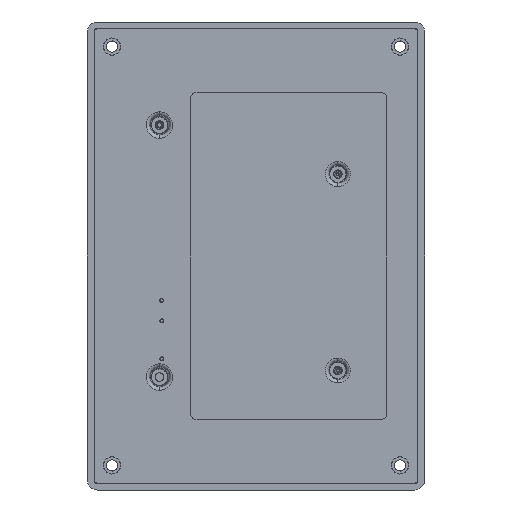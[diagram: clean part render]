
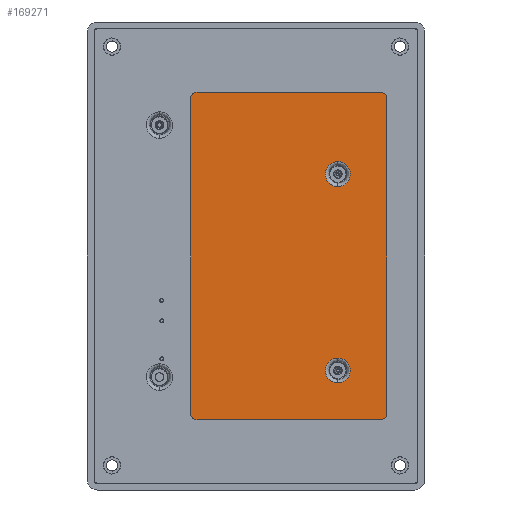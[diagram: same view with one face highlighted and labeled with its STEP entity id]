
A CAD part, front view. The second image highlights one B-rep face of the part: STEP entity #169271.
In plain terms, the highlighted planar face has unit normal (0, -1, 0).
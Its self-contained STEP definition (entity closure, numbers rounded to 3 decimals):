
#605 = CARTESIAN_POINT ( 'NONE',  ( -18., 0.75, -50. ) ) ;
#911 = ORIENTED_EDGE ( 'NONE', *, *, #107087, .T. ) ;
#2761 = EDGE_CURVE ( 'NONE', #265768, #22344, #52042, .T. ) ;
#10256 = CARTESIAN_POINT ( 'NONE',  ( -18., 0.75, 48. ) ) ;
#11929 = ORIENTED_EDGE ( 'NONE', *, *, #28274, .T. ) ;
#16407 = ORIENTED_EDGE ( 'NONE', *, *, #243902, .T. ) ;
#18598 = VECTOR ( 'NONE', #109303, 1000. ) ;
#22344 = VERTEX_POINT ( 'NONE', #283849 ) ;
#25806 = CARTESIAN_POINT ( 'NONE',  ( 32.607, 0.75, 21.197 ) ) ;
#28274 = EDGE_CURVE ( 'NONE', #219913, #265768, #166600, .T. ) ;
#30406 = DIRECTION ( 'NONE',  ( 0., -1., 0. ) ) ;
#34035 = VERTEX_POINT ( 'NONE', #237948 ) ;
#36563 = CARTESIAN_POINT ( 'NONE',  ( 40., 0.75, -48. ) ) ;
#38255 = CARTESIAN_POINT ( 'NONE',  ( -18., 0.75, -48. ) ) ;
#39292 = VERTEX_POINT ( 'NONE', #212840 ) ;
#40604 = ORIENTED_EDGE ( 'NONE', *, *, #52659, .T. ) ;
#43071 = ORIENTED_EDGE ( 'NONE', *, *, #197246, .T. ) ;
#43579 = DIRECTION ( 'NONE',  ( 0., 0., 1. ) ) ;
#43640 = CARTESIAN_POINT ( 'NONE',  ( 38., 0.75, -50. ) ) ;
#44185 = EDGE_CURVE ( 'NONE', #79239, #219913, #114774, .T. ) ;
#46614 =( BOUNDED_CURVE ( )  B_SPLINE_CURVE ( 3, ( #209271, #274452, #271646, #162552 ),
 .UNSPECIFIED., .F., .F. ) 
 B_SPLINE_CURVE_WITH_KNOTS ( ( 4, 4 ),
 ( 0.75, 1.25 ),
 .UNSPECIFIED. ) 
 CURVE ( )  GEOMETRIC_REPRESENTATION_ITEM ( )  RATIONAL_B_SPLINE_CURVE ( ( 1., 0.333, 0.333, 1. ) ) 
 REPRESENTATION_ITEM ( '' )  );
#47174 = CARTESIAN_POINT ( 'NONE',  ( 25., 0.75, 21.197 ) ) ;
#51780 = CARTESIAN_POINT ( 'NONE',  ( 38., 0.75, -48. ) ) ;
#51944 = VERTEX_POINT ( 'NONE', #98136 ) ;
#52042 = CIRCLE ( 'NONE', #204052, 2. ) ;
#52659 = EDGE_CURVE ( 'NONE', #167636, #198014, #235061, .T. ) ;
#58530 = LINE ( 'NONE', #109829, #219531 ) ;
#60852 = CIRCLE ( 'NONE', #232415, 2. ) ;
#62351 = CARTESIAN_POINT ( 'NONE',  ( 25., 0.75, -31.197 ) ) ;
#66518 = EDGE_LOOP ( 'NONE', ( #158759, #75240 ) ) ;
#69029 = EDGE_CURVE ( 'NONE', #34035, #51944, #46614, .T. ) ;
#71938 = DIRECTION ( 'NONE',  ( 0., -1., 0. ) ) ;
#75240 = ORIENTED_EDGE ( 'NONE', *, *, #163395, .F. ) ;
#79239 = VERTEX_POINT ( 'NONE', #223208 ) ;
#83774 = AXIS2_PLACEMENT_3D ( 'NONE', #38255, #194340, #151315 ) ;
#96433 = EDGE_LOOP ( 'NONE', ( #161163, #208377, #11929, #255517, #16407, #40604, #911, #43071 ) ) ;
#98136 = CARTESIAN_POINT ( 'NONE',  ( 25., 0.75, -31.197 ) ) ;
#98757 = EDGE_CURVE ( 'NONE', #209365, #79239, #128301, .T. ) ;
#107087 = EDGE_CURVE ( 'NONE', #198014, #142076, #58530, .T. ) ;
#109303 = DIRECTION ( 'NONE',  ( 0., 0., 1. ) ) ;
#109829 = CARTESIAN_POINT ( 'NONE',  ( 40., 0.75, -50. ) ) ;
#111389 = CARTESIAN_POINT ( 'NONE',  ( 17.393, 0.75, 28.803 ) ) ;
#114774 = CIRCLE ( 'NONE', #203287, 2. ) ;
#118947 = CARTESIAN_POINT ( 'NONE',  ( 10., 0.75, 0. ) ) ;
#121139 = CARTESIAN_POINT ( 'NONE',  ( -18., 0.75, 50. ) ) ;
#126957 = LINE ( 'NONE', #150600, #233204 ) ;
#128301 = LINE ( 'NONE', #240355, #18598 ) ;
#132031 = EDGE_CURVE ( 'NONE', #141165, #39292, #191172, .T. ) ;
#134535 = CARTESIAN_POINT ( 'NONE',  ( 38., 0.75, 48. ) ) ;
#137047 = FACE_BOUND ( 'NONE', #66518, .T. ) ;
#138069 = DIRECTION ( 'NONE',  ( 0., 0., 1. ) ) ;
#141165 = VERTEX_POINT ( 'NONE', #179725 ) ;
#142076 = VERTEX_POINT ( 'NONE', #43640 ) ;
#149778 =( BOUNDED_CURVE ( )  B_SPLINE_CURVE ( 3, ( #62351, #255811, #168721, #279805 ),
 .UNSPECIFIED., .F., .F. ) 
 B_SPLINE_CURVE_WITH_KNOTS ( ( 4, 4 ),
 ( 0.25, 0.75 ),
 .UNSPECIFIED. ) 
 CURVE ( )  GEOMETRIC_REPRESENTATION_ITEM ( )  RATIONAL_B_SPLINE_CURVE ( ( 1., 0.333, 0.333, 1. ) ) 
 REPRESENTATION_ITEM ( '' )  );
#150600 = CARTESIAN_POINT ( 'NONE',  ( -20., 0.75, -50. ) ) ;
#151315 = DIRECTION ( 'NONE',  ( 0., 0., 1. ) ) ;
#152201 = EDGE_CURVE ( 'NONE', #51944, #34035, #149778, .T. ) ;
#152463 = DIRECTION ( 'NONE',  ( 0., 0., -1. ) ) ;
#155702 = DIRECTION ( 'NONE',  ( 0., -1., 0. ) ) ;
#158759 = ORIENTED_EDGE ( 'NONE', *, *, #132031, .F. ) ;
#159568 = CARTESIAN_POINT ( 'NONE',  ( 38., 0.75, 50. ) ) ;
#159868 = DIRECTION ( 'NONE',  ( 0., 0., 1. ) ) ;
#161163 = ORIENTED_EDGE ( 'NONE', *, *, #98757, .T. ) ;
#162552 = CARTESIAN_POINT ( 'NONE',  ( 25., 0.75, -31.197 ) ) ;
#163395 = EDGE_CURVE ( 'NONE', #39292, #141165, #225201, .T. ) ;
#166600 = LINE ( 'NONE', #274496, #197331 ) ;
#167636 = VERTEX_POINT ( 'NONE', #259547 ) ;
#168721 = CARTESIAN_POINT ( 'NONE',  ( 17.393, 0.75, -38.803 ) ) ;
#169271 = ADVANCED_FACE ( 'NONE', ( #137047, #277725, #253463 ), #250938, .F. ) ;
#176516 = CARTESIAN_POINT ( 'NONE',  ( 25., 0.75, 28.803 ) ) ;
#177105 = AXIS2_PLACEMENT_3D ( 'NONE', #118947, #206880, #252838 ) ;
#179725 = CARTESIAN_POINT ( 'NONE',  ( 25., 0.75, 21.197 ) ) ;
#191172 =( BOUNDED_CURVE ( )  B_SPLINE_CURVE ( 3, ( #202949, #25806, #222152, #224055 ),
 .UNSPECIFIED., .F., .F. ) 
 B_SPLINE_CURVE_WITH_KNOTS ( ( 4, 4 ),
 ( 0.75, 1.25 ),
 .UNSPECIFIED. ) 
 CURVE ( )  GEOMETRIC_REPRESENTATION_ITEM ( )  RATIONAL_B_SPLINE_CURVE ( ( 1., 0.333, 0.333, 1. ) ) 
 REPRESENTATION_ITEM ( '' )  );
#194340 = DIRECTION ( 'NONE',  ( 0., -1., 0. ) ) ;
#197246 = EDGE_CURVE ( 'NONE', #142076, #209365, #60852, .T. ) ;
#197331 = VECTOR ( 'NONE', #232268, 1000. ) ;
#198014 = VERTEX_POINT ( 'NONE', #605 ) ;
#201326 = CARTESIAN_POINT ( 'NONE',  ( 17.393, 0.75, 21.197 ) ) ;
#202949 = CARTESIAN_POINT ( 'NONE',  ( 25., 0.75, 21.197 ) ) ;
#203287 = AXIS2_PLACEMENT_3D ( 'NONE', #134535, #155702, #43579 ) ;
#204052 = AXIS2_PLACEMENT_3D ( 'NONE', #10256, #30406, #159868 ) ;
#205041 = EDGE_LOOP ( 'NONE', ( #265411, #267134 ) ) ;
#206880 = DIRECTION ( 'NONE',  ( 0., 1., 0. ) ) ;
#208377 = ORIENTED_EDGE ( 'NONE', *, *, #44185, .T. ) ;
#209271 = CARTESIAN_POINT ( 'NONE',  ( 25., 0.75, -38.803 ) ) ;
#209365 = VERTEX_POINT ( 'NONE', #36563 ) ;
#212840 = CARTESIAN_POINT ( 'NONE',  ( 25., 0.75, 28.803 ) ) ;
#219531 = VECTOR ( 'NONE', #263023, 1000. ) ;
#219913 = VERTEX_POINT ( 'NONE', #159568 ) ;
#222152 = CARTESIAN_POINT ( 'NONE',  ( 32.607, 0.75, 28.803 ) ) ;
#223208 = CARTESIAN_POINT ( 'NONE',  ( 40., 0.75, 48. ) ) ;
#224055 = CARTESIAN_POINT ( 'NONE',  ( 25., 0.75, 28.803 ) ) ;
#225201 =( BOUNDED_CURVE ( )  B_SPLINE_CURVE ( 3, ( #176516, #111389, #201326, #47174 ),
 .UNSPECIFIED., .F., .F. ) 
 B_SPLINE_CURVE_WITH_KNOTS ( ( 4, 4 ),
 ( 0.25, 0.75 ),
 .UNSPECIFIED. ) 
 CURVE ( )  GEOMETRIC_REPRESENTATION_ITEM ( )  RATIONAL_B_SPLINE_CURVE ( ( 1., 0.333, 0.333, 1. ) ) 
 REPRESENTATION_ITEM ( '' )  );
#232268 = DIRECTION ( 'NONE',  ( -1., 0., 0. ) ) ;
#232415 = AXIS2_PLACEMENT_3D ( 'NONE', #51780, #71938, #138069 ) ;
#233204 = VECTOR ( 'NONE', #152463, 1000. ) ;
#235061 = CIRCLE ( 'NONE', #83774, 2. ) ;
#237948 = CARTESIAN_POINT ( 'NONE',  ( 25., 0.75, -38.803 ) ) ;
#240355 = CARTESIAN_POINT ( 'NONE',  ( 40., 0.75, 50. ) ) ;
#243902 = EDGE_CURVE ( 'NONE', #22344, #167636, #126957, .T. ) ;
#250938 = PLANE ( 'NONE',  #177105 ) ;
#252838 = DIRECTION ( 'NONE',  ( 0., 0., 1. ) ) ;
#253463 = FACE_OUTER_BOUND ( 'NONE', #96433, .T. ) ;
#255517 = ORIENTED_EDGE ( 'NONE', *, *, #2761, .T. ) ;
#255811 = CARTESIAN_POINT ( 'NONE',  ( 17.393, 0.75, -31.197 ) ) ;
#259547 = CARTESIAN_POINT ( 'NONE',  ( -20., 0.75, -48. ) ) ;
#263023 = DIRECTION ( 'NONE',  ( 1., 0., 0. ) ) ;
#265411 = ORIENTED_EDGE ( 'NONE', *, *, #69029, .F. ) ;
#265768 = VERTEX_POINT ( 'NONE', #121139 ) ;
#267134 = ORIENTED_EDGE ( 'NONE', *, *, #152201, .F. ) ;
#271646 = CARTESIAN_POINT ( 'NONE',  ( 32.607, 0.75, -31.197 ) ) ;
#274452 = CARTESIAN_POINT ( 'NONE',  ( 32.607, 0.75, -38.803 ) ) ;
#274496 = CARTESIAN_POINT ( 'NONE',  ( -20., 0.75, 50. ) ) ;
#277725 = FACE_BOUND ( 'NONE', #205041, .T. ) ;
#279805 = CARTESIAN_POINT ( 'NONE',  ( 25., 0.75, -38.803 ) ) ;
#283849 = CARTESIAN_POINT ( 'NONE',  ( -20., 0.75, 48. ) ) ;
